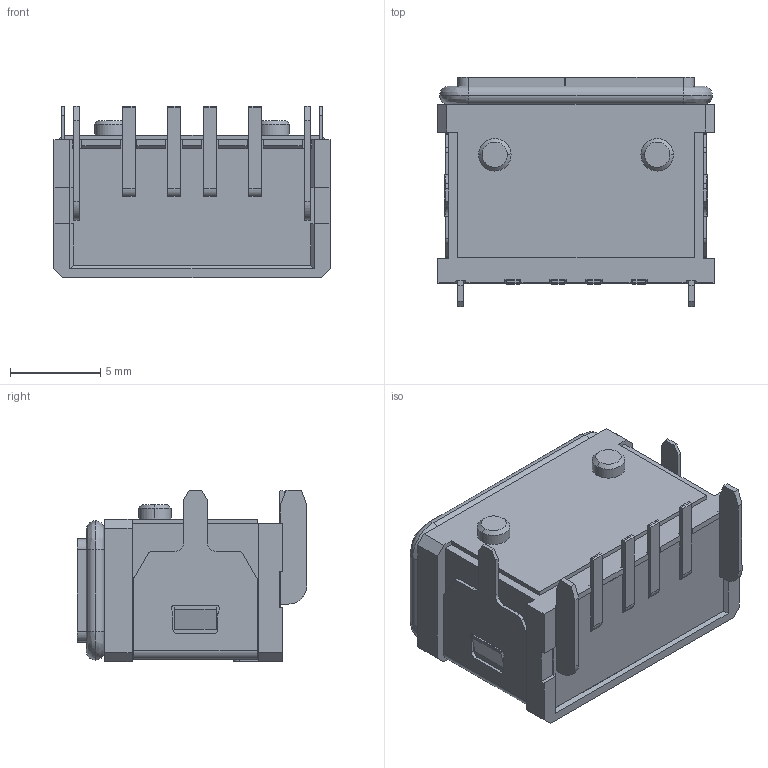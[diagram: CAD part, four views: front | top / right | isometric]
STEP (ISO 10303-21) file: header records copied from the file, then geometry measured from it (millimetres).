
FILE_DESCRIPTION (( 'STEP AP203' ), '1' );
FILE_NAME ('USB-1123ipx7-00.STEP', '2021-12-13T02:23:33', ( '' ), ( '' ), 'SwSTEP 2.0', 'SolidWorks 2014', '' );
FILE_SCHEMA (( 'CONFIG_CONTROL_DESIGN' ));
Length unit declared in the file: millimetre
Products named in the file (1): USB-1123ipx7-00
Bounding box: 15.3 x 12.71 x 9.53 mm (x, y, z)
Volume: 774.3 mm3; surface area: 2307.6 mm2
Topology: 2 solids, 2 shells, 1030 faces, 2853 edges, 1810 vertices
Faces by surface type: plane 542, cylinder 344, bspline 104, cone 28, torus 12
Entity records: 36844 total; most frequent: CARTESIAN_POINT 11983, ORIENTED_EDGE 5698, DIRECTION 4411, EDGE_CURVE 2849, VECTOR 1831, LINE 1831, VERTEX_POINT 1810, AXIS2_PLACEMENT_3D 1290
